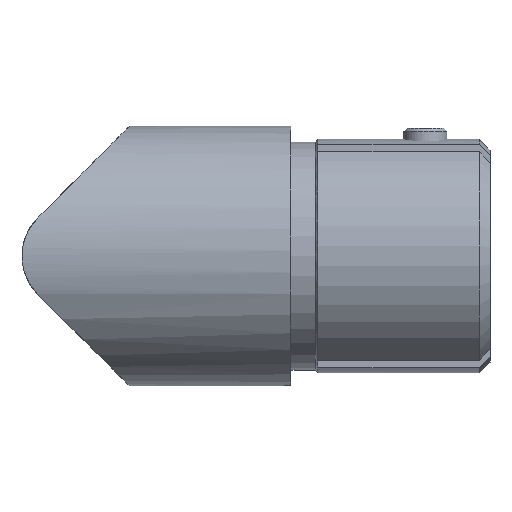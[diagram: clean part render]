
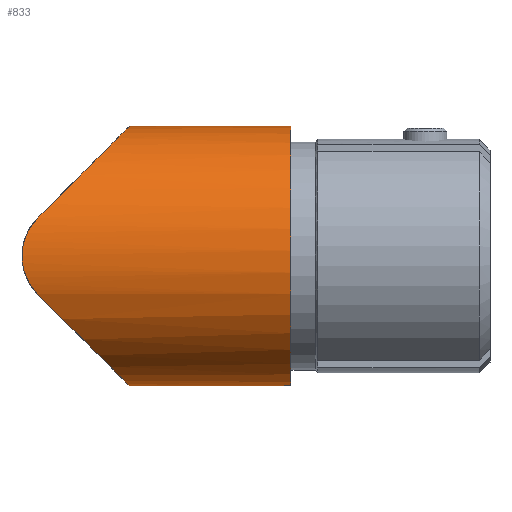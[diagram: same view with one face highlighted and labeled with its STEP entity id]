
A CAD part, left-side view. The second image highlights one B-rep face of the part: STEP entity #833.
In plain terms, the highlighted cylindrical face has radius 24.15 mm (diameter 48.3 mm), a full revolution.
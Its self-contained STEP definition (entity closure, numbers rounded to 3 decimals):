
#153 = CARTESIAN_POINT ( 'NONE',  ( 23.622, 48.658, -5.029 ) ) ;
#260 = CARTESIAN_POINT ( 'NONE',  ( 23.371, 47.951, 6.109 ) ) ;
#302 = CARTESIAN_POINT ( 'NONE',  ( 24.116, 49.925, -1.328 ) ) ;
#729 = CARTESIAN_POINT ( 'NONE',  ( -24.044, 49.749, -2.286 ) ) ;
#832 = CARTESIAN_POINT ( 'NONE',  ( 14.563, 19.229, -34.921 ) ) ;
#833 = ADVANCED_FACE ( 'NONE', ( #11306, #1318 ), #3952, .T. ) ;
#1040 = ORIENTED_EDGE ( 'NONE', *, *, #13830, .T. ) ;
#1129 = EDGE_LOOP ( 'NONE', ( #13630, #1040, #2086, #7568 ) ) ;
#1247 = EDGE_CURVE ( 'NONE', #6986, #1367, #11376, .T. ) ;
#1318 = FACE_OUTER_BOUND ( 'NONE', #1129, .T. ) ;
#1367 = VERTEX_POINT ( 'NONE', #9612 ) ;
#1690 = ORIENTED_EDGE ( 'NONE', *, *, #5064, .T. ) ;
#1804 = CARTESIAN_POINT ( 'NONE',  ( -23.794, 49.114, -4.145 ) ) ;
#2086 = ORIENTED_EDGE ( 'NONE', *, *, #12001, .T. ) ;
#2206 = VERTEX_POINT ( 'NONE', #10182 ) ;
#2437 = CARTESIAN_POINT ( 'NONE',  ( -14.563, 19.229, 34.921 ) ) ;
#2619 = CARTESIAN_POINT ( 'NONE',  ( -23.092, 47.079, 7.071 ) ) ;
#2670 = CARTESIAN_POINT ( 'NONE',  ( -23.233, 47.54, 6.61 ) ) ;
#2811 = DIRECTION ( 'NONE',  ( 0., 0., 1. ) ) ;
#2914 = CARTESIAN_POINT ( 'NONE',  ( -23.625, 48.664, -5.017 ) ) ;
#3095 = CARTESIAN_POINT ( 'NONE',  ( -24.123, 49.944, -1.309 ) ) ;
#3608 = CARTESIAN_POINT ( 'NONE',  ( 23.625, 48.664, 5.017 ) ) ;
#3641 = CARTESIAN_POINT ( 'NONE',  ( -24.016, 49.68, 2.624 ) ) ;
#3652 = CARTESIAN_POINT ( 'NONE',  ( 23.233, 47.54, 6.61 ) ) ;
#3784 = CARTESIAN_POINT ( 'NONE',  ( -23.561, 48.49, 5.306 ) ) ;
#3952 = CYLINDRICAL_SURFACE ( 'NONE', #8158, 24.15 ) ;
#4050 = CARTESIAN_POINT ( 'NONE',  ( -23.092, 47.079, 7.071 ) ) ;
#4075 = CARTESIAN_POINT ( 'NONE',  ( 23.092, 47.079, -7.071 ) ) ;
#4115 = CARTESIAN_POINT ( 'NONE',  ( -24.095, 49.875, 1.657 ) ) ;
#4246 = CARTESIAN_POINT ( 'NONE',  ( -23.934, 49.476, -3.235 ) ) ;
#4643 = CARTESIAN_POINT ( 'NONE',  ( 24.143, 49.991, -0.666 ) ) ;
#4727 = CARTESIAN_POINT ( 'NONE',  ( -23.938, 49.488, 3.248 ) ) ;
#4740 = CARTESIAN_POINT ( 'NONE',  ( 24.011, 49.667, 2.608 ) ) ;
#5064 = EDGE_CURVE ( 'NONE', #11184, #11184, #13726, .T. ) ;
#5087 =( BOUNDED_CURVE ( )  B_SPLINE_CURVE ( 3, ( #10094, #6895, #2437, #11379 ),
 .UNSPECIFIED., .F., .F. ) 
 B_SPLINE_CURVE_WITH_KNOTS ( ( 4, 4 ),
 ( 5.01, 7.557 ),
 .UNSPECIFIED. ) 
 CURVE ( )  GEOMETRIC_REPRESENTATION_ITEM ( )  RATIONAL_B_SPLINE_CURVE ( ( 1., 0.529, 0.529, 1. ) ) 
 REPRESENTATION_ITEM ( '' )  );
#5254 = B_SPLINE_CURVE_WITH_KNOTS ( 'NONE', 3,
 ( #2619, #2670, #10507, #3784, #11476, #6027, #9204, #4727, #3641, #4115, #12047, #6382, #11926, #5295, #3095, #729, #8716, #4246, #8573, #1804, #9656, #2914, #8622, #13141, #12998, #6421 ),
 .UNSPECIFIED., .F., .F.,
 ( 4, 2, 2, 2, 2, 2, 2, 2, 2, 2, 2, 2, 4 ),
 ( 0., 0.002, 0.003, 0.004, 0.006, 0.007, 0.008, 0.01, 0.011, 0.012, 0.013, 0.014, 0.016 ),
 .UNSPECIFIED. ) ;
#5295 = CARTESIAN_POINT ( 'NONE',  ( -24.15, 50.008, -0.653 ) ) ;
#5361 = CARTESIAN_POINT ( 'NONE',  ( 0., 0., 24.15 ) ) ;
#5653 = CARTESIAN_POINT ( 'NONE',  ( 23.74, 48.974, 4.44 ) ) ;
#5670 = CARTESIAN_POINT ( 'NONE',  ( 0., 54.15, 0. ) ) ;
#5741 = CARTESIAN_POINT ( 'NONE',  ( 24.044, 49.749, 2.286 ) ) ;
#5789 = CARTESIAN_POINT ( 'NONE',  ( 23.561, 48.49, -5.306 ) ) ;
#6027 = CARTESIAN_POINT ( 'NONE',  ( -23.738, 48.968, 4.453 ) ) ;
#6301 = CARTESIAN_POINT ( 'NONE',  ( -14.563, 19.229, -34.921 ) ) ;
#6382 = CARTESIAN_POINT ( 'NONE',  ( -24.143, 49.991, 0.666 ) ) ;
#6419 = VERTEX_POINT ( 'NONE', #4050 ) ;
#6421 = CARTESIAN_POINT ( 'NONE',  ( -23.092, 47.079, -7.071 ) ) ;
#6791 = CARTESIAN_POINT ( 'NONE',  ( 23.934, 49.476, 3.235 ) ) ;
#6895 = CARTESIAN_POINT ( 'NONE',  ( 14.563, 19.229, 34.921 ) ) ;
#6956 = CARTESIAN_POINT ( 'NONE',  ( 24.016, 49.68, -2.624 ) ) ;
#6986 = VERTEX_POINT ( 'NONE', #10825 ) ;
#7568 = ORIENTED_EDGE ( 'NONE', *, *, #1247, .T. ) ;
#8007 = DIRECTION ( 'NONE',  ( 0., 0., -1. ) ) ;
#8088 = CARTESIAN_POINT ( 'NONE',  ( 23.738, 48.968, -4.453 ) ) ;
#8158 = AXIS2_PLACEMENT_3D ( 'NONE', #5670, #9133, #8007 ) ;
#8573 = CARTESIAN_POINT ( 'NONE',  ( -23.891, 49.365, -3.543 ) ) ;
#8622 = CARTESIAN_POINT ( 'NONE',  ( -23.563, 48.495, -5.299 ) ) ;
#8716 = CARTESIAN_POINT ( 'NONE',  ( -24.011, 49.667, -2.608 ) ) ;
#9133 = DIRECTION ( 'NONE',  ( 0., -1., 0. ) ) ;
#9204 = CARTESIAN_POINT ( 'NONE',  ( -23.792, 49.11, 4.155 ) ) ;
#9216 = CARTESIAN_POINT ( 'NONE',  ( 23.891, 49.365, 3.543 ) ) ;
#9262 = CARTESIAN_POINT ( 'NONE',  ( 24.15, 50.008, 0.653 ) ) ;
#9612 = CARTESIAN_POINT ( 'NONE',  ( 23.092, 47.079, 7.071 ) ) ;
#9656 = CARTESIAN_POINT ( 'NONE',  ( -23.74, 48.974, -4.44 ) ) ;
#10094 = CARTESIAN_POINT ( 'NONE',  ( 23.092, 47.079, 7.071 ) ) ;
#10145 = EDGE_LOOP ( 'NONE', ( #1690 ) ) ;
#10182 = CARTESIAN_POINT ( 'NONE',  ( -23.092, 47.079, -7.071 ) ) ;
#10327 = CARTESIAN_POINT ( 'NONE',  ( 23.792, 49.11, -4.155 ) ) ;
#10379 = CARTESIAN_POINT ( 'NONE',  ( 23.794, 49.114, 4.145 ) ) ;
#10507 = CARTESIAN_POINT ( 'NONE',  ( -23.371, 47.95, 6.111 ) ) ;
#10563 = DIRECTION ( 'NONE',  ( 0., 1., 0. ) ) ;
#10782 = CARTESIAN_POINT ( 'NONE',  ( -23.092, 47.079, -7.071 ) ) ;
#10825 = CARTESIAN_POINT ( 'NONE',  ( 23.092, 47.079, -7.071 ) ) ;
#11184 = VERTEX_POINT ( 'NONE', #5361 ) ;
#11305 = CARTESIAN_POINT ( 'NONE',  ( 23.092, 47.079, 7.071 ) ) ;
#11306 = FACE_OUTER_BOUND ( 'NONE', #10145, .T. ) ;
#11342 = CARTESIAN_POINT ( 'NONE',  ( 23.371, 47.95, -6.111 ) ) ;
#11376 = B_SPLINE_CURVE_WITH_KNOTS ( 'NONE', 3,
 ( #11389, #12529, #11342, #5789, #153, #8088, #10327, #11487, #6956, #13512, #302, #4643, #12476, #9262, #13717, #5741, #4740, #6791, #9216, #10379, #5653, #3608, #13666, #260, #3652, #11305 ),
 .UNSPECIFIED., .F., .F.,
 ( 4, 2, 2, 2, 2, 2, 2, 2, 2, 2, 2, 2, 4 ),
 ( 0., 0.002, 0.003, 0.004, 0.006, 0.007, 0.008, 0.01, 0.011, 0.012, 0.013, 0.014, 0.016 ),
 .UNSPECIFIED. ) ;
#11379 = CARTESIAN_POINT ( 'NONE',  ( -23.092, 47.079, 7.071 ) ) ;
#11389 = CARTESIAN_POINT ( 'NONE',  ( 23.092, 47.079, -7.071 ) ) ;
#11476 = CARTESIAN_POINT ( 'NONE',  ( -23.622, 48.658, 5.029 ) ) ;
#11487 = CARTESIAN_POINT ( 'NONE',  ( 23.938, 49.488, -3.248 ) ) ;
#11775 = CARTESIAN_POINT ( 'NONE',  ( 0., 0., 0. ) ) ;
#11926 = CARTESIAN_POINT ( 'NONE',  ( -24.15, 50.008, 0.335 ) ) ;
#12001 = EDGE_CURVE ( 'NONE', #2206, #6986, #12072, .T. ) ;
#12047 = CARTESIAN_POINT ( 'NONE',  ( -24.116, 49.925, 1.328 ) ) ;
#12072 =( BOUNDED_CURVE ( )  B_SPLINE_CURVE ( 3, ( #10782, #6301, #832, #4075 ),
 .UNSPECIFIED., .F., .F. ) 
 B_SPLINE_CURVE_WITH_KNOTS ( ( 4, 4 ),
 ( 5.01, 7.557 ),
 .UNSPECIFIED. ) 
 CURVE ( )  GEOMETRIC_REPRESENTATION_ITEM ( )  RATIONAL_B_SPLINE_CURVE ( ( 1., 0.529, 0.529, 1. ) ) 
 REPRESENTATION_ITEM ( '' )  );
#12476 = CARTESIAN_POINT ( 'NONE',  ( 24.15, 50.008, -0.335 ) ) ;
#12529 = CARTESIAN_POINT ( 'NONE',  ( 23.233, 47.54, -6.61 ) ) ;
#12661 = AXIS2_PLACEMENT_3D ( 'NONE', #11775, #10563, #2811 ) ;
#12998 = CARTESIAN_POINT ( 'NONE',  ( -23.233, 47.54, -6.61 ) ) ;
#13141 = CARTESIAN_POINT ( 'NONE',  ( -23.371, 47.951, -6.109 ) ) ;
#13512 = CARTESIAN_POINT ( 'NONE',  ( 24.095, 49.875, -1.657 ) ) ;
#13630 = ORIENTED_EDGE ( 'NONE', *, *, #13740, .T. ) ;
#13666 = CARTESIAN_POINT ( 'NONE',  ( 23.563, 48.495, 5.299 ) ) ;
#13717 = CARTESIAN_POINT ( 'NONE',  ( 24.123, 49.944, 1.309 ) ) ;
#13726 = CIRCLE ( 'NONE', #12661, 24.15 ) ;
#13740 = EDGE_CURVE ( 'NONE', #1367, #6419, #5087, .T. ) ;
#13830 = EDGE_CURVE ( 'NONE', #6419, #2206, #5254, .T. ) ;
